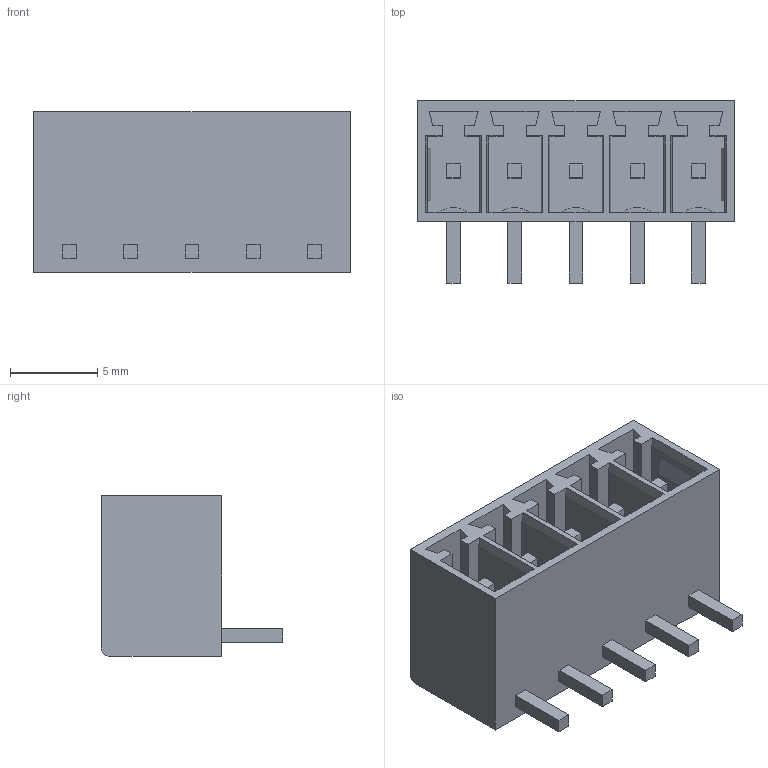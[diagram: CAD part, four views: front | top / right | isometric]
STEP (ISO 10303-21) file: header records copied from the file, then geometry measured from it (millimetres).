
FILE_DESCRIPTION((''),'2;1');
FILE_NAME('C-2350514-5','2022-03-29T01:53:05',('workeradm'),('TE Connectivity Ltd.'),'CREO PARAMETRIC BY PTC INC, 2021072','CREO PARAMETRIC BY PTC INC, 2021072','');
FILE_SCHEMA(('AUTOMOTIVE_DESIGN { 1 0 10303 214 1 1 1 1 }'));
Length unit declared in the file: millimetre
Products named in the file (1): C-2350514-5
Bounding box: 18.1 x 10.4 x 9.2 mm (x, y, z)
Volume: 758.5 mm3; surface area: 1360.4 mm2
Topology: 1 solids, 1 shells, 155 faces, 404 edges, 266 vertices
Faces by surface type: plane 149, cylinder 6
Entity records: 4719 total; most frequent: CARTESIAN_POINT 867, ORIENTED_EDGE 808, DIRECTION 716, EDGE_CURVE 404, VECTOR 392, LINE 392, VERTEX_POINT 266, EDGE_LOOP 170
